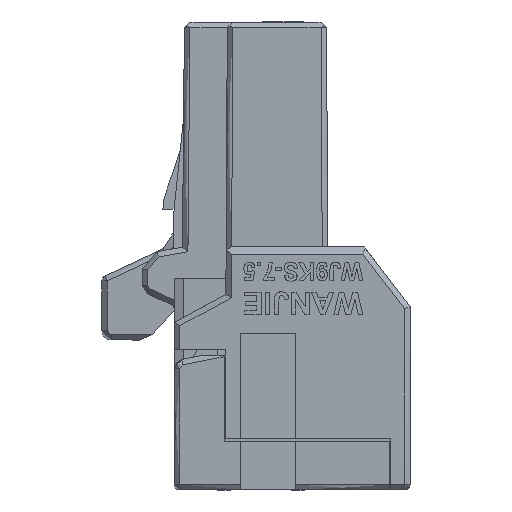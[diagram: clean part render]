
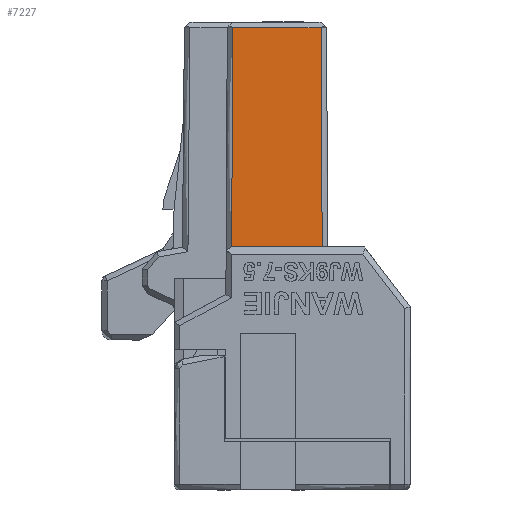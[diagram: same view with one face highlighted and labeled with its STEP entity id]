
A CAD part, left-side view. The second image highlights one B-rep face of the part: STEP entity #7227.
In plain terms, the highlighted free-form (B-spline) face has degree [1, 1] with [2, 2] control points.
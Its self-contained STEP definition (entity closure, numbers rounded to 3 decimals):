
#6313=CARTESIAN_POINT('',(-36.35,-2.497,-2.1));
#6314=VERTEX_POINT('',#6313);
#6322=CARTESIAN_POINT('',(-36.35,2.417,-2.1));
#6323=VERTEX_POINT('',#6322);
#6324=CARTESIAN_POINT('',(-36.35,-2.497,-2.1));
#6325=CARTESIAN_POINT('',(-36.35,2.416,-2.1));
#6326=B_SPLINE_CURVE_WITH_KNOTS('',1,(#6324,#6325),.POLYLINE_FORM.,.F.,.U.,(2,2),(0.054,0.942),.UNSPECIFIED.);
#6327=EDGE_CURVE('',#6314,#6323,#6326,.T.);
#7200=CARTESIAN_POINT('',(-36.35,-12.933,-9.038));
#7201=CARTESIAN_POINT('',(-36.35,15.318,-9.038));
#7202=CARTESIAN_POINT('',(-36.35,-12.933,22.688));
#7203=CARTESIAN_POINT('',(-36.35,15.318,22.688));
#7204=B_SPLINE_SURFACE_WITH_KNOTS('',1,1,((#7200,#7201),(#7202,#7203)),.PLANE_SURF.,.F.,.F.,.U.,(2,2),(2,2),(0.,1.231),(0.,1.096),.UNSPECIFIED.);
#7205=CARTESIAN_POINT('',(-36.35,-2.435,9.8));
#7206=VERTEX_POINT('',#7205);
#7207=CARTESIAN_POINT('',(-36.35,2.354,9.8));
#7208=VERTEX_POINT('',#7207);
#7209=CARTESIAN_POINT('',(-36.35,-2.435,9.8));
#7210=CARTESIAN_POINT('',(-36.35,2.354,9.8));
#7211=B_SPLINE_CURVE_WITH_KNOTS('',1,(#7209,#7210),.POLYLINE_FORM.,.F.,.U.,(2,2),(0.235,0.805),.UNSPECIFIED.);
#7212=EDGE_CURVE('',#7206,#7208,#7211,.T.);
#7213=ORIENTED_EDGE('',*,*,#7212,.T.);
#7214=CARTESIAN_POINT('',(-36.35,2.354,9.8));
#7215=CARTESIAN_POINT('',(-36.35,2.416,-2.1));
#7216=B_SPLINE_CURVE_WITH_KNOTS('',1,(#7214,#7215),.POLYLINE_FORM.,.F.,.U.,(2,2),(0.1,0.77),.UNSPECIFIED.);
#7217=EDGE_CURVE('',#7208,#6323,#7216,.T.);
#7218=ORIENTED_EDGE('',*,*,#7217,.T.);
#7219=ORIENTED_EDGE('',*,*,#6327,.F.);
#7220=CARTESIAN_POINT('',(-36.35,-2.497,-2.1));
#7221=CARTESIAN_POINT('',(-36.35,-2.435,9.8));
#7222=B_SPLINE_CURVE_WITH_KNOTS('',1,(#7220,#7221),.POLYLINE_FORM.,.F.,.U.,(2,2),(0.023,0.67),.UNSPECIFIED.);
#7223=EDGE_CURVE('',#6314,#7206,#7222,.T.);
#7224=ORIENTED_EDGE('',*,*,#7223,.T.);
#7225=EDGE_LOOP('',(#7213,#7218,#7219,#7224));
#7226=FACE_OUTER_BOUND('',#7225,.T.);
#7227=ADVANCED_FACE('',(#7226),#7204,.T.);
